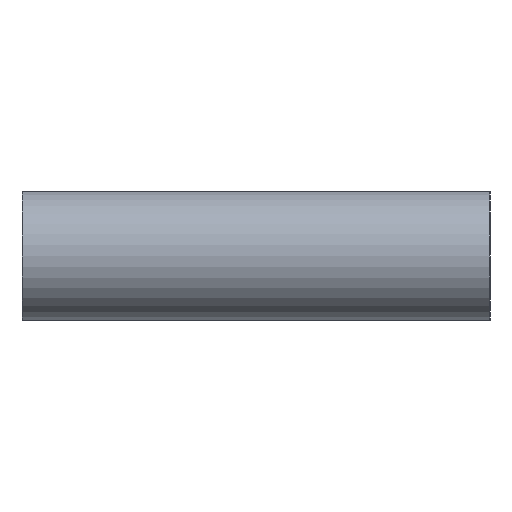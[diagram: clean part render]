
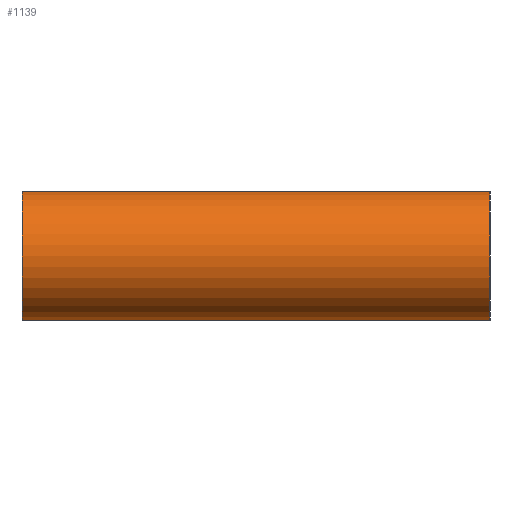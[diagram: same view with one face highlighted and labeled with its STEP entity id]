
A CAD part, left-side view. The second image highlights one B-rep face of the part: STEP entity #1139.
In plain terms, the highlighted cylindrical face has radius 3.5 mm (diameter 7 mm), a partial arc.
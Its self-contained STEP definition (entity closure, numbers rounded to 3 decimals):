
#34 = VECTOR ( 'NONE', #1229, 1000. ) ;
#46 = EDGE_CURVE ( 'NONE', #246, #1248, #361, .T. ) ;
#60 = CARTESIAN_POINT ( 'NONE',  ( -38.86, 12.65, 3.5 ) ) ;
#141 = LINE ( 'NONE', #624, #829 ) ;
#163 = CARTESIAN_POINT ( 'NONE',  ( -38.86, -3.85, 3.5 ) ) ;
#170 = EDGE_CURVE ( 'NONE', #1173, #1339, #1043, .T. ) ;
#183 = DIRECTION ( 'NONE',  ( 0., -1., 0. ) ) ;
#205 = CARTESIAN_POINT ( 'NONE',  ( -38.86, 12.15, 3.5 ) ) ;
#211 = DIRECTION ( 'NONE',  ( 0., 1., 0. ) ) ;
#246 = VERTEX_POINT ( 'NONE', #697 ) ;
#307 = CARTESIAN_POINT ( 'NONE',  ( -38.86, -6.85, 3.5 ) ) ;
#315 = CARTESIAN_POINT ( 'NONE',  ( -38.86, 12.65, 0. ) ) ;
#320 = DIRECTION ( 'NONE',  ( 0., 0., 1. ) ) ;
#346 = ORIENTED_EDGE ( 'NONE', *, *, #917, .F. ) ;
#352 = ORIENTED_EDGE ( 'NONE', *, *, #46, .T. ) ;
#361 = CIRCLE ( 'NONE', #1124, 3.5 ) ;
#378 = CIRCLE ( 'NONE', #879, 3.5 ) ;
#389 = ORIENTED_EDGE ( 'NONE', *, *, #1474, .F. ) ;
#414 = CARTESIAN_POINT ( 'NONE',  ( -38.86, 12.15, -3.5 ) ) ;
#424 = LINE ( 'NONE', #444, #631 ) ;
#444 = CARTESIAN_POINT ( 'NONE',  ( -38.86, -3.85, -3.5 ) ) ;
#462 = CYLINDRICAL_SURFACE ( 'NONE', #1185, 3.5 ) ;
#477 = EDGE_CURVE ( 'NONE', #1483, #948, #1171, .T. ) ;
#539 = CARTESIAN_POINT ( 'NONE',  ( -38.86, 12.65, 3.5 ) ) ;
#541 = VECTOR ( 'NONE', #726, 1000. ) ;
#542 = ORIENTED_EDGE ( 'NONE', *, *, #1191, .T. ) ;
#623 = CARTESIAN_POINT ( 'NONE',  ( -38.86, 12.65, -3.5 ) ) ;
#624 = CARTESIAN_POINT ( 'NONE',  ( -38.86, 12.65, -3.5 ) ) ;
#631 = VECTOR ( 'NONE', #640, 1000. ) ;
#640 = DIRECTION ( 'NONE',  ( 0., -1., 0. ) ) ;
#675 = CARTESIAN_POINT ( 'NONE',  ( -38.86, 12.65, 3.5 ) ) ;
#697 = CARTESIAN_POINT ( 'NONE',  ( -38.86, -12.65, -3.5 ) ) ;
#721 = ORIENTED_EDGE ( 'NONE', *, *, #976, .T. ) ;
#726 = DIRECTION ( 'NONE',  ( 0., -1., 0. ) ) ;
#735 = VERTEX_POINT ( 'NONE', #904 ) ;
#743 = VERTEX_POINT ( 'NONE', #675 ) ;
#760 = LINE ( 'NONE', #539, #34 ) ;
#779 = VECTOR ( 'NONE', #183, 1000. ) ;
#829 = VECTOR ( 'NONE', #852, 1000. ) ;
#831 = DIRECTION ( 'NONE',  ( 0., 0., 1. ) ) ;
#852 = DIRECTION ( 'NONE',  ( 0., -1., 0. ) ) ;
#879 = AXIS2_PLACEMENT_3D ( 'NONE', #315, #211, #320 ) ;
#890 = ORIENTED_EDGE ( 'NONE', *, *, #477, .F. ) ;
#903 = FACE_OUTER_BOUND ( 'NONE', #1388, .T. ) ;
#904 = CARTESIAN_POINT ( 'NONE',  ( -38.86, -6.85, -3.5 ) ) ;
#917 = EDGE_CURVE ( 'NONE', #743, #1483, #760, .T. ) ;
#948 = VERTEX_POINT ( 'NONE', #307 ) ;
#976 = EDGE_CURVE ( 'NONE', #1339, #735, #424, .T. ) ;
#984 = CARTESIAN_POINT ( 'NONE',  ( -38.86, 12.65, -3.5 ) ) ;
#1023 = CARTESIAN_POINT ( 'NONE',  ( -38.86, -12.65, 0. ) ) ;
#1036 = VECTOR ( 'NONE', #1170, 1000. ) ;
#1043 = LINE ( 'NONE', #623, #779 ) ;
#1124 = AXIS2_PLACEMENT_3D ( 'NONE', #1023, #1309, #831 ) ;
#1139 = ADVANCED_FACE ( 'NONE', ( #903 ), #462, .T. ) ;
#1170 = DIRECTION ( 'NONE',  ( 0., -1., 0. ) ) ;
#1171 = LINE ( 'NONE', #163, #1036 ) ;
#1173 = VERTEX_POINT ( 'NONE', #984 ) ;
#1185 = AXIS2_PLACEMENT_3D ( 'NONE', #1197, #1200, #1334 ) ;
#1191 = EDGE_CURVE ( 'NONE', #735, #246, #141, .T. ) ;
#1197 = CARTESIAN_POINT ( 'NONE',  ( -38.86, 12.65, 0. ) ) ;
#1200 = DIRECTION ( 'NONE',  ( 0., -1., 0. ) ) ;
#1229 = DIRECTION ( 'NONE',  ( 0., -1., 0. ) ) ;
#1248 = VERTEX_POINT ( 'NONE', #1427 ) ;
#1270 = EDGE_CURVE ( 'NONE', #948, #1248, #1422, .T. ) ;
#1309 = DIRECTION ( 'NONE',  ( 0., 1., 0. ) ) ;
#1310 = ORIENTED_EDGE ( 'NONE', *, *, #1270, .F. ) ;
#1334 = DIRECTION ( 'NONE',  ( 0., 0., -1. ) ) ;
#1339 = VERTEX_POINT ( 'NONE', #414 ) ;
#1361 = ORIENTED_EDGE ( 'NONE', *, *, #170, .T. ) ;
#1388 = EDGE_LOOP ( 'NONE', ( #346, #389, #1361, #721, #542, #352, #1310, #890 ) ) ;
#1422 = LINE ( 'NONE', #60, #541 ) ;
#1427 = CARTESIAN_POINT ( 'NONE',  ( -38.86, -12.65, 3.5 ) ) ;
#1474 = EDGE_CURVE ( 'NONE', #1173, #743, #378, .T. ) ;
#1483 = VERTEX_POINT ( 'NONE', #205 ) ;
